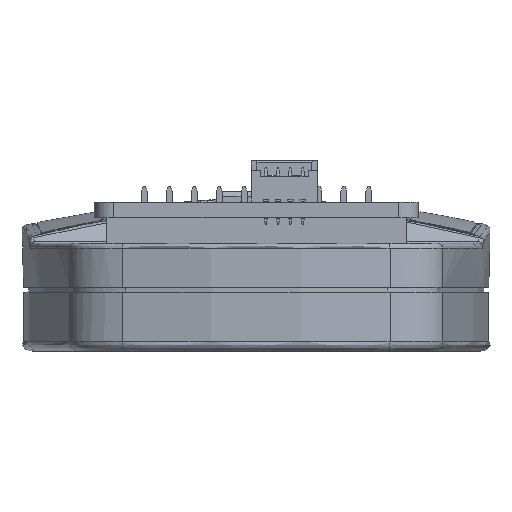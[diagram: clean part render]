
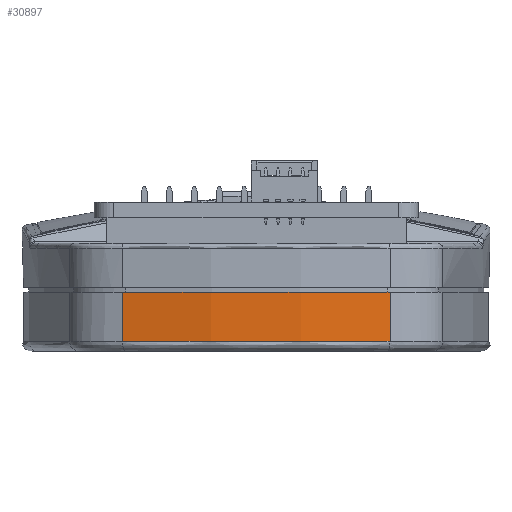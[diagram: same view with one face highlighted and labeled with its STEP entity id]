
A CAD part, front view. The second image highlights one B-rep face of the part: STEP entity #30897.
In plain terms, the highlighted free-form (B-spline) face has degree [3, 1] with [4, 2] control points.
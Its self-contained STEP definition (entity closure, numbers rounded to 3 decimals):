
#93=B_SPLINE_SURFACE_WITH_KNOTS('',3,1,((#49151,#49152),(#49153,#49154),
(#49155,#49156),(#49157,#49158)),.UNSPECIFIED.,.F.,.F.,.F.,(4,4),(2,2),
(0.,1.),(-5.05,0.05),.UNSPECIFIED.);
#174=B_SPLINE_CURVE_WITH_KNOTS('',3,(#48756,#48757,#48758,#48759),
 .UNSPECIFIED.,.F.,.F.,(4,4),(0.,2.752),.UNSPECIFIED.);
#358=ELLIPSE('',#33040,55.852,53.588);
#4407=FACE_OUTER_BOUND('',#6154,.T.);
#6154=EDGE_LOOP('',(#28427,#28428,#28429,#28430));
#10181=LINE('',#49138,#13679);
#10182=LINE('',#49160,#13680);
#13679=VECTOR('',#40340,1.);
#13680=VECTOR('',#40341,1.);
#16240=VERTEX_POINT('',#48750);
#16241=VERTEX_POINT('',#48755);
#16271=VERTEX_POINT('',#49137);
#16272=VERTEX_POINT('',#49159);
#20315=EDGE_CURVE('',#16241,#16240,#174,.T.);
#20366=EDGE_CURVE('',#16240,#16271,#10181,.T.);
#20368=EDGE_CURVE('',#16241,#16272,#10182,.T.);
#20369=EDGE_CURVE('',#16272,#16271,#358,.T.);
#28427=ORIENTED_EDGE('',*,*,#20368,.F.);
#28428=ORIENTED_EDGE('',*,*,#20315,.T.);
#28429=ORIENTED_EDGE('',*,*,#20366,.T.);
#28430=ORIENTED_EDGE('',*,*,#20369,.F.);
#30897=ADVANCED_FACE('',(#4407),#93,.F.);
#33040=AXIS2_PLACEMENT_3D('',#49161,#40342,#40343);
#40340=DIRECTION('',(0.,0.,-1.));
#40341=DIRECTION('',(0.,0.,-1.));
#40342=DIRECTION('center_axis',(0.,0.,-1.));
#40343=DIRECTION('ref_axis',(1.,0.,0.));
#48750=CARTESIAN_POINT('',(-13.621,-38.5,0.));
#48755=CARTESIAN_POINT('',(13.621,-38.5,0.));
#48756=CARTESIAN_POINT('Ctrl Pts',(13.621,-38.5,0.));
#48757=CARTESIAN_POINT('Ctrl Pts',(4.679,-40.657,0.));
#48758=CARTESIAN_POINT('Ctrl Pts',(-4.679,-40.657,0.));
#48759=CARTESIAN_POINT('Ctrl Pts',(-13.621,-38.5,0.));
#49137=CARTESIAN_POINT('',(-13.621,-38.5,-5.));
#49138=CARTESIAN_POINT('',(-13.621,-38.5,0.));
#49151=CARTESIAN_POINT('Ctrl Pts',(13.621,-38.5,-5.05));
#49152=CARTESIAN_POINT('Ctrl Pts',(13.621,-38.5,0.05));
#49153=CARTESIAN_POINT('Ctrl Pts',(4.679,-40.657,-5.05));
#49154=CARTESIAN_POINT('Ctrl Pts',(4.679,-40.657,0.05));
#49155=CARTESIAN_POINT('Ctrl Pts',(-4.679,-40.657,-5.05));
#49156=CARTESIAN_POINT('Ctrl Pts',(-4.679,-40.657,0.05));
#49157=CARTESIAN_POINT('Ctrl Pts',(-13.621,-38.5,-5.05));
#49158=CARTESIAN_POINT('Ctrl Pts',(-13.621,-38.5,0.05));
#49159=CARTESIAN_POINT('',(13.621,-38.5,-5.));
#49160=CARTESIAN_POINT('',(13.621,-38.5,0.));
#49161=CARTESIAN_POINT('Origin',(0.,13.47,-5.));
